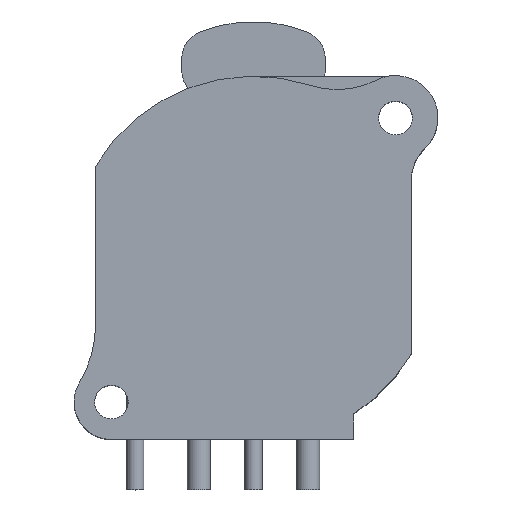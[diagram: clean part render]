
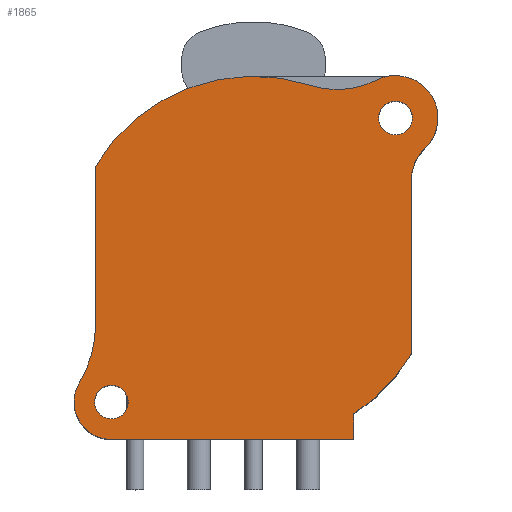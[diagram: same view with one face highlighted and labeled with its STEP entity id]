
A CAD part, top view. The second image highlights one B-rep face of the part: STEP entity #1865.
In plain terms, the highlighted planar face has unit normal (0, 0, 1).
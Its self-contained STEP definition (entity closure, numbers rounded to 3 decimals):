
#377=CARTESIAN_POINT('',(9.9,9.9,19.5));
#378=DIRECTION('',(0.,0.,-1.));
#379=DIRECTION('',(1.,0.,0.));
#380=AXIS2_PLACEMENT_3D('',#377,#378,#379);
#385=CARTESIAN_POINT('',(9.9,9.9,19.5));
#386=DIRECTION('',(0.,0.,-1.));
#387=DIRECTION('',(-1.,0.,0.));
#388=AXIS2_PLACEMENT_3D('',#385,#386,#387);
#393=CARTESIAN_POINT('',(-9.9,-9.9,19.5));
#394=DIRECTION('',(0.,0.,-1.));
#395=DIRECTION('',(1.,0.,0.));
#396=AXIS2_PLACEMENT_3D('',#393,#394,#395);
#401=CARTESIAN_POINT('',(-9.9,-9.9,19.5));
#402=DIRECTION('',(0.,0.,-1.));
#403=DIRECTION('',(-1.,0.,0.));
#404=AXIS2_PLACEMENT_3D('',#401,#402,#403);
#409=DIRECTION('',(0.,-1.,0.));
#410=VECTOR('',#409,11.009);
#411=CARTESIAN_POINT('',(-11.,6.545,19.5));
#412=LINE('',#411,#410);
#416=CARTESIAN_POINT('',(0.,0.,19.5));
#417=DIRECTION('',(0.,0.,1.));
#418=DIRECTION('',(0.31,0.951,0.));
#419=AXIS2_PLACEMENT_3D('',#416,#417,#418);
#424=CARTESIAN_POINT('',(5.833,17.872,19.5));
#425=DIRECTION('',(0.,0.,-1.));
#426=DIRECTION('',(0.454,-0.891,0.));
#427=AXIS2_PLACEMENT_3D('',#424,#425,#426);
#432=CARTESIAN_POINT('',(9.9,9.9,19.5));
#433=DIRECTION('',(0.,0.,1.));
#434=DIRECTION('',(0.689,-0.725,0.));
#435=AXIS2_PLACEMENT_3D('',#432,#433,#434);
#440=CARTESIAN_POINT('',(14.,5.588,19.5));
#441=DIRECTION('',(0.,0.,-1.));
#442=DIRECTION('',(-1.,0.,0.));
#443=AXIS2_PLACEMENT_3D('',#440,#441,#442);
#448=DIRECTION('',(0.,1.,0.));
#449=VECTOR('',#448,12.133);
#450=CARTESIAN_POINT('',(11.,-6.545,19.5));
#451=LINE('',#450,#449);
#455=CARTESIAN_POINT('',(0.,0.,19.5));
#456=DIRECTION('',(0.,0.,1.));
#457=DIRECTION('',(0.547,-0.837,0.));
#458=AXIS2_PLACEMENT_3D('',#455,#456,#457);
#463=DIRECTION('',(0.,1.,0.));
#464=VECTOR('',#463,1.784);
#465=CARTESIAN_POINT('',(7.,-12.5,19.5));
#466=LINE('',#465,#464);
#470=DIRECTION('',(1.,0.,0.));
#471=VECTOR('',#470,16.9);
#472=CARTESIAN_POINT('',(-9.9,-12.5,19.5));
#473=LINE('',#472,#471);
#477=CARTESIAN_POINT('',(-9.9,-9.9,19.5));
#478=DIRECTION('',(0.,0.,1.));
#479=DIRECTION('',(-0.858,0.513,0.));
#480=AXIS2_PLACEMENT_3D('',#477,#478,#479);
#485=CARTESIAN_POINT('',(-19.,-4.464,19.5));
#486=DIRECTION('',(0.,0.,-1.));
#487=DIRECTION('',(1.,0.,0.));
#488=AXIS2_PLACEMENT_3D('',#485,#486,#487);
#1524=CARTESIAN_POINT('',(-11.,6.545,19.5));
#1525=CARTESIAN_POINT('',(-11.,-4.464,19.5));
#1526=VERTEX_POINT('',#1524);
#1527=VERTEX_POINT('',#1525);
#1528=CARTESIAN_POINT('',(-12.132,-8.567,19.5));
#1529=CARTESIAN_POINT('',(-9.9,-12.5,19.5));
#1530=VERTEX_POINT('',#1528);
#1531=VERTEX_POINT('',#1529);
#1532=CARTESIAN_POINT('',(7.,-12.5,19.5));
#1533=VERTEX_POINT('',#1532);
#1534=CARTESIAN_POINT('',(7.,-10.716,19.5));
#1535=VERTEX_POINT('',#1534);
#1536=CARTESIAN_POINT('',(11.,-6.545,19.5));
#1537=CARTESIAN_POINT('',(11.,5.588,19.5));
#1538=VERTEX_POINT('',#1536);
#1539=VERTEX_POINT('',#1537);
#1540=CARTESIAN_POINT('',(11.933,7.762,19.5));
#1541=CARTESIAN_POINT('',(8.559,12.528,19.5));
#1542=VERTEX_POINT('',#1540);
#1543=VERTEX_POINT('',#1541);
#1544=CARTESIAN_POINT('',(3.971,12.168,19.5));
#1545=VERTEX_POINT('',#1544);
#1556=CARTESIAN_POINT('',(11.075,9.9,19.5));
#1557=CARTESIAN_POINT('',(8.725,9.9,19.5));
#1558=VERTEX_POINT('',#1556);
#1559=VERTEX_POINT('',#1557);
#1560=CARTESIAN_POINT('',(-8.725,-9.9,19.5));
#1561=CARTESIAN_POINT('',(-11.075,-9.9,19.5));
#1562=VERTEX_POINT('',#1560);
#1563=VERTEX_POINT('',#1561);
#1826=CARTESIAN_POINT('',(0.,0.,19.5));
#1827=DIRECTION('',(0.,0.,1.));
#1828=DIRECTION('',(1.,0.,0.));
#1829=AXIS2_PLACEMENT_3D('',#1826,#1827,#1828);
#1830=PLANE('',#1829);
#1832=ORIENTED_EDGE('',*,*,#1831,.F.);
#1834=ORIENTED_EDGE('',*,*,#1833,.F.);
#1836=ORIENTED_EDGE('',*,*,#1835,.F.);
#1838=ORIENTED_EDGE('',*,*,#1837,.F.);
#1840=ORIENTED_EDGE('',*,*,#1839,.F.);
#1842=ORIENTED_EDGE('',*,*,#1841,.F.);
#1844=ORIENTED_EDGE('',*,*,#1843,.F.);
#1846=ORIENTED_EDGE('',*,*,#1845,.F.);
#1848=ORIENTED_EDGE('',*,*,#1847,.F.);
#1850=ORIENTED_EDGE('',*,*,#1849,.F.);
#1852=ORIENTED_EDGE('',*,*,#1851,.F.);
#1853=EDGE_LOOP('',(#1832,#1834,#1836,#1838,#1840,#1842,#1844,#1846,#1848,#1850,
#1852));
#1854=FACE_OUTER_BOUND('',#1853,.F.);
#1856=ORIENTED_EDGE('',*,*,#1855,.F.);
#1858=ORIENTED_EDGE('',*,*,#1857,.F.);
#1859=EDGE_LOOP('',(#1856,#1858));
#1860=FACE_BOUND('',#1859,.F.);
#1861=ORIENTED_EDGE('',*,*,#1806,.F.);
#1862=ORIENTED_EDGE('',*,*,#1820,.F.);
#1863=EDGE_LOOP('',(#1861,#1862));
#1864=FACE_BOUND('',#1863,.F.);
#381=CIRCLE('',#380,1.175);
#389=CIRCLE('',#388,1.175);
#397=CIRCLE('',#396,1.175);
#405=CIRCLE('',#404,1.175);
#420=CIRCLE('',#419,12.8);
#428=CIRCLE('',#427,6.);
#436=CIRCLE('',#435,2.95);
#444=CIRCLE('',#443,3.);
#459=CIRCLE('',#458,12.8);
#481=CIRCLE('',#480,2.6);
#489=CIRCLE('',#488,8.);
#1806=EDGE_CURVE('',#1558,#1559,#381,.T.);
#1820=EDGE_CURVE('',#1559,#1558,#389,.T.);
#1831=EDGE_CURVE('',#1526,#1527,#412,.T.);
#1833=EDGE_CURVE('',#1545,#1526,#420,.T.);
#1835=EDGE_CURVE('',#1543,#1545,#428,.T.);
#1837=EDGE_CURVE('',#1542,#1543,#436,.T.);
#1839=EDGE_CURVE('',#1539,#1542,#444,.T.);
#1841=EDGE_CURVE('',#1538,#1539,#451,.T.);
#1843=EDGE_CURVE('',#1535,#1538,#459,.T.);
#1845=EDGE_CURVE('',#1533,#1535,#466,.T.);
#1847=EDGE_CURVE('',#1531,#1533,#473,.T.);
#1849=EDGE_CURVE('',#1530,#1531,#481,.T.);
#1851=EDGE_CURVE('',#1527,#1530,#489,.T.);
#1855=EDGE_CURVE('',#1562,#1563,#397,.T.);
#1857=EDGE_CURVE('',#1563,#1562,#405,.T.);
#1865=ADVANCED_FACE('',(#1854,#1860,#1864),#1830,.T.);
